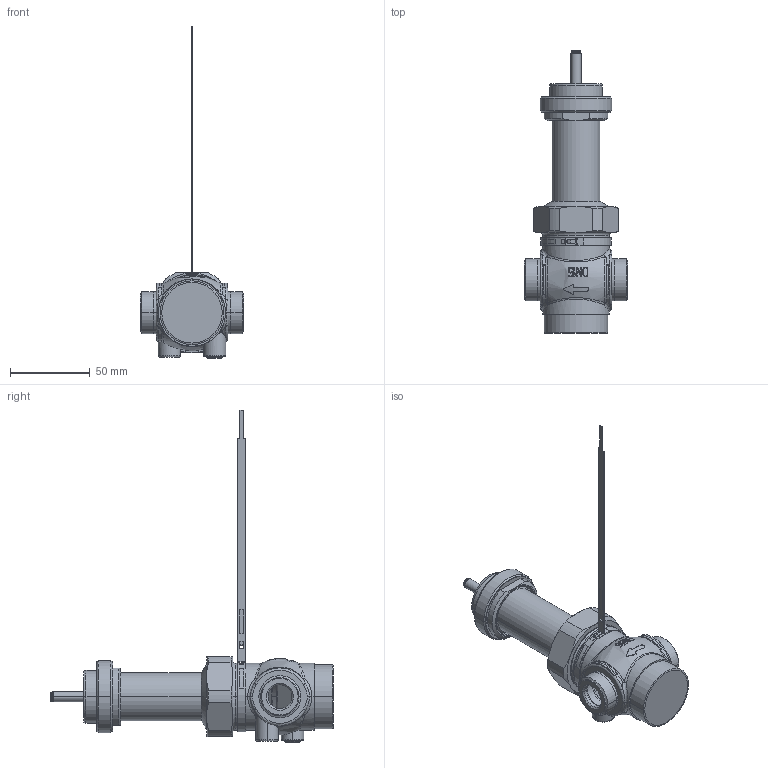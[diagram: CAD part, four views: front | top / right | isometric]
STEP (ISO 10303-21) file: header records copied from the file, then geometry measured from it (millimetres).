
FILE_DESCRIPTION((''),'2;1');
FILE_NAME('065B0786_ASM','2015-02-27T',('u317927'),('Danfoss'),'PRO/ENGINEER BY PARAMETRIC TECHNOLOGY CORPORATION, 2014000','PRO/ENGINEER BY PARAMETRIC TECHNOLOGY CORPORATION, 2014000','');
FILE_SCHEMA(('CONFIG_CONTROL_DESIGN'));
Length unit declared in the file: millimetre
Products named in the file (13): 8882865_AF0; 8882858_ASM; 8882860_ASM; 8882877; 8882871; 8882866_ASM; 8890090; 8882870; 8882820; 8882867; 8882056; 8882006; 065B0786_ASM
Assembly tree (12 placements, depth 3):
  065B0786_ASM
    8882858_ASM
      8882865_AF0
    8882860_ASM
    8882866_ASM
      8882877
      8882871
    8890090
    8882870
    8882820
    8882867
    8882056
    8882006
Bounding box: 65 x 177.3 x 208.4 mm (x, y, z)
Volume: 122897.3 mm3; surface area: 70792 mm2
Topology: 9 solids, 22 shells, 615 faces, 1478 edges, 919 vertices
Faces by surface type: plane 231, cylinder 170, bspline 92, cone 64, torus 48, sphere 10
Entity records: 22796 total; most frequent: CARTESIAN_POINT 8873, ORIENTED_EDGE 2892, DIRECTION 2757, EDGE_CURVE 1476, AXIS2_PLACEMENT_3D 1122, VERTEX_POINT 919, EDGE_LOOP 677, FACE_OUTER_BOUND 615
